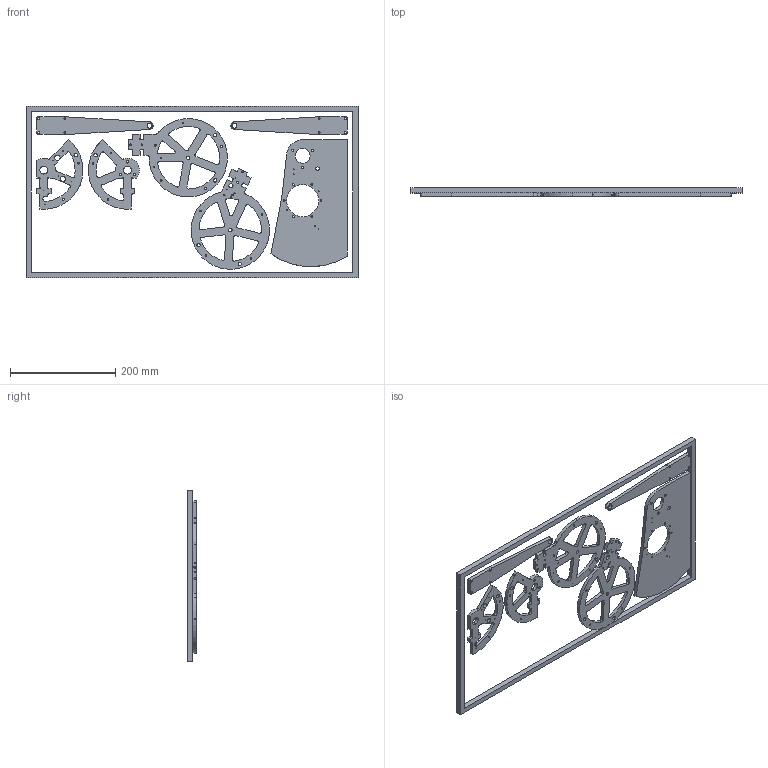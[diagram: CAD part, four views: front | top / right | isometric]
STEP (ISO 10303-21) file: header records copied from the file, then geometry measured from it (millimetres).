
FILE_DESCRIPTION (( 'STEP AP214' ), '1' );
FILE_NAME ('0.25CNCSetup.STEP', '2022-05-23T21:30:07', ( '' ), ( '' ), 'SwSTEP 2.0', 'SolidWorks 2021', '' );
FILE_SCHEMA (( 'AUTOMOTIVE_DESIGN' ));
Length unit declared in the file: inch
Products named in the file (8): SecondaryClampPlateBeta; TrackSupportOuter; Frame; TrackSupportInner; PanTrackSupportUpper; PanTrackSupportLower; ShelfBeta; 0.25CNCSetup
Assembly tree (8 placements, depth 2):
  0.25CNCSetup
    Frame
    PanTrackSupportLower
    PanTrackSupportUpper
    TrackSupportInner
    TrackSupportOuter
    ShelfBeta
    SecondaryClampPlateBeta  x2
Bounding box: 629.6 x 16.35 x 324.8 mm (x, y, z)
Volume: 639318.2 mm3; surface area: 264091.1 mm2
Topology: 8 solids, 8 shells, 580 faces, 1594 edges, 998 vertices
Faces by surface type: cylinder 354, plane 122, cone 104
Entity records: 19876 total; most frequent: CARTESIAN_POINT 3645, DIRECTION 3250, ORIENTED_EDGE 2948, EDGE_CURVE 1474, AXIS2_PLACEMENT_3D 1251, VERTEX_POINT 958, EDGE_LOOP 762, VECTOR 748
